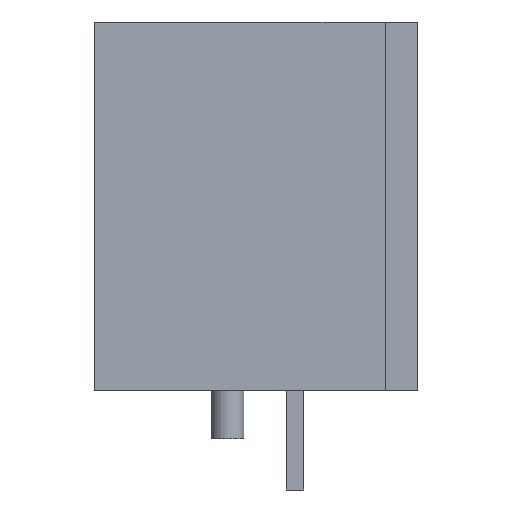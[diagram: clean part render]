
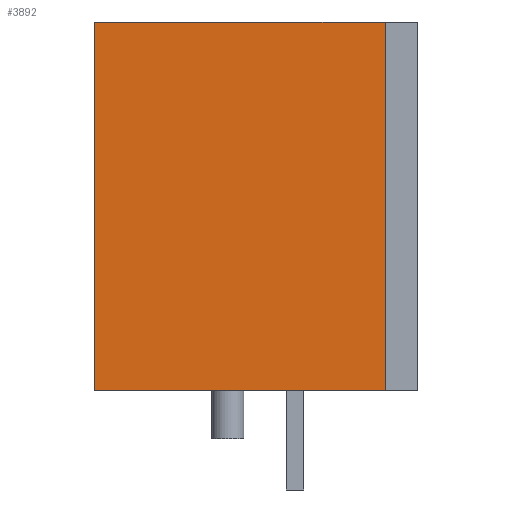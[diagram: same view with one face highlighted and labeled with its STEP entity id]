
A CAD part, left-side view. The second image highlights one B-rep face of the part: STEP entity #3892.
In plain terms, the highlighted planar face has unit normal (-1, 0, 0).
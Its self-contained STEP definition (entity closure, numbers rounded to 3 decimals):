
#120=PLANE('',#4067);
#304=FACE_OUTER_BOUND('',#528,.T.);
#528=EDGE_LOOP('',(#2988,#2989,#2990,#2991));
#780=LINE('',#8468,#1147);
#826=LINE('',#8567,#1193);
#827=LINE('',#8569,#1194);
#828=LINE('',#8570,#1195);
#1147=VECTOR('',#4371,1000.);
#1193=VECTOR('',#4439,1000.);
#1194=VECTOR('',#4440,1000.);
#1195=VECTOR('',#4441,1000.);
#1713=VERTEX_POINT('',#8465);
#1714=VERTEX_POINT('',#8467);
#1756=VERTEX_POINT('',#8566);
#1757=VERTEX_POINT('',#8568);
#2152=EDGE_CURVE('',#1713,#1714,#780,.T.);
#2200=EDGE_CURVE('',#1714,#1756,#826,.T.);
#2201=EDGE_CURVE('',#1757,#1713,#827,.T.);
#2202=EDGE_CURVE('',#1757,#1756,#828,.T.);
#2988=ORIENTED_EDGE('',*,*,#2200,.F.);
#2989=ORIENTED_EDGE('',*,*,#2152,.F.);
#2990=ORIENTED_EDGE('',*,*,#2201,.F.);
#2991=ORIENTED_EDGE('',*,*,#2202,.T.);
#3892=ADVANCED_FACE('',(#304),#120,.F.);
#4067=AXIS2_PLACEMENT_3D('',#8565,#4437,#4438);
#4371=DIRECTION('',(0.,1.,0.));
#4437=DIRECTION('center_axis',(1.,0.,0.));
#4438=DIRECTION('ref_axis',(0.,0.,-1.));
#4439=DIRECTION('',(0.,0.,1.));
#4440=DIRECTION('',(0.,0.,-1.));
#4441=DIRECTION('',(0.,1.,0.));
#8465=CARTESIAN_POINT('',(-10.16,0.,0.));
#8467=CARTESIAN_POINT('',(-10.16,10.8,0.));
#8468=CARTESIAN_POINT('',(-10.16,0.,0.));
#8565=CARTESIAN_POINT('Origin',(-10.16,10.8,13.7));
#8566=CARTESIAN_POINT('',(-10.16,10.8,13.7));
#8567=CARTESIAN_POINT('',(-10.16,10.8,13.7));
#8568=CARTESIAN_POINT('',(-10.16,0.,13.7));
#8569=CARTESIAN_POINT('',(-10.16,0.,13.7));
#8570=CARTESIAN_POINT('',(-10.16,10.8,13.7));
